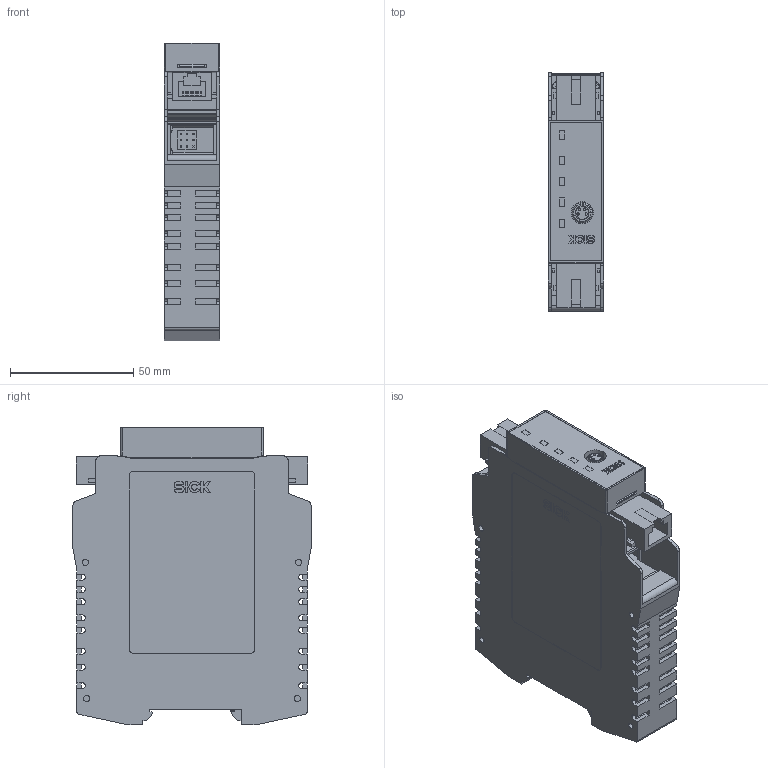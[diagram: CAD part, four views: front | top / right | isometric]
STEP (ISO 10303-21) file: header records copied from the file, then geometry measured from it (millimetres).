
FILE_DESCRIPTION(('OneSpaceDesigner STEP Export'),'2;1');
FILE_NAME('UE4740-20H0000.stp','2010-09-07T11:46:25',('SICK AG'),('SICK AG'),'CoCreate Modeling STEP processor for AP214 (Solid Model)','CoCreate Modeling 16.00B 02-Dec-2008 (C) Parametric Technology GmbH','');
FILE_SCHEMA(('AUTOMOTIVE_DESIGN { 1 0 10303 214 1 1 1 1 }'));
Length unit declared in the file: millimetre
Products named in the file (2): UE4740-20H0000
Assembly tree (1 placements, depth 2):
  UE4740-20H0000
    UE4740-20H0000
Bounding box: 22.5 x 96.5 x 120.6 mm (x, y, z)
Volume: 212426.1 mm3; surface area: 43522.4 mm2
Topology: 1 solids, 1 shells, 959 faces, 2800 edges, 1851 vertices
Faces by surface type: plane 746, cylinder 207, cone 4, torus 2
Entity records: 37061 total; most frequent: ORIENTED_EDGE 5600, CARTESIAN_POINT 5141, DIRECTION 4361, EDGE_CURVE 2800, VECTOR 2219, LINE 2219, VERTEX_POINT 1851, AXIS2_PLACEMENT_3D 1071
